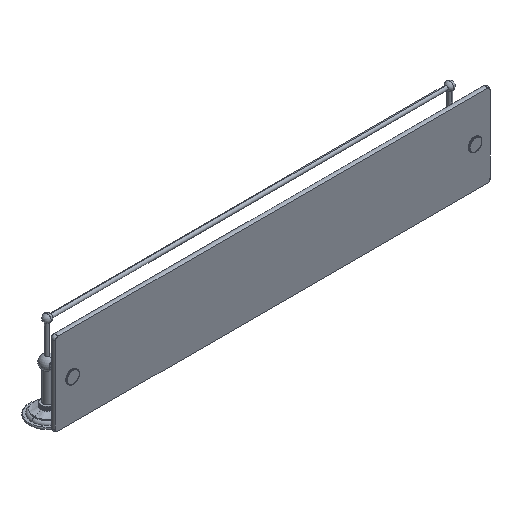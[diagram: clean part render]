
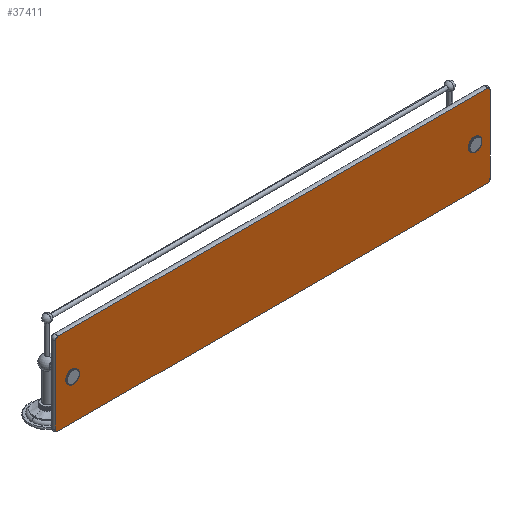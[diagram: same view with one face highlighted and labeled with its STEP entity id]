
A CAD part, isometric view. The second image highlights one B-rep face of the part: STEP entity #37411.
In plain terms, the highlighted planar face has unit normal (0, -1, 0).
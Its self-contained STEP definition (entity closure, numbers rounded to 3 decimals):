
#11968=CARTESIAN_POINT('',(12.813,-1.45,0.443));
#11969=DIRECTION('',(0.,1.,0.));
#11970=DIRECTION('',(1.,0.,0.));
#11971=AXIS2_PLACEMENT_3D('',#11968,#11969,#11970);
#11973=DIRECTION('',(-1.,0.,0.));
#11974=VECTOR('',#11973,25.626);
#11975=CARTESIAN_POINT('',(12.813,-1.45,0.304));
#11976=LINE('',#11975,#11974);
#11977=CARTESIAN_POINT('',(-12.813,-1.45,0.443));
#11978=DIRECTION('',(0.,1.,0.));
#11979=DIRECTION('',(0.,0.,-1.));
#11980=AXIS2_PLACEMENT_3D('',#11977,#11978,#11979);
#11982=DIRECTION('',(0.,0.,1.));
#11983=VECTOR('',#11982,4.626);
#11984=CARTESIAN_POINT('',(-12.952,-1.45,0.443));
#11985=LINE('',#11984,#11983);
#11986=CARTESIAN_POINT('',(-12.813,-1.45,5.069));
#11987=DIRECTION('',(0.,1.,0.));
#11988=DIRECTION('',(-1.,0.,0.));
#11989=AXIS2_PLACEMENT_3D('',#11986,#11987,#11988);
#11991=DIRECTION('',(1.,0.,0.));
#11992=VECTOR('',#11991,25.626);
#11993=CARTESIAN_POINT('',(-12.813,-1.45,5.208));
#11994=LINE('',#11993,#11992);
#11995=CARTESIAN_POINT('',(12.813,-1.45,5.069));
#11996=DIRECTION('',(0.,1.,0.));
#11997=DIRECTION('',(0.,0.,1.));
#11998=AXIS2_PLACEMENT_3D('',#11995,#11996,#11997);
#12000=DIRECTION('',(0.,0.,-1.));
#12001=VECTOR('',#12000,4.626);
#12002=CARTESIAN_POINT('',(12.952,-1.45,5.069));
#12003=LINE('',#12002,#12001);
#12044=CARTESIAN_POINT('',(12.,-1.45,2.756));
#12045=DIRECTION('',(0.,1.,0.));
#12046=DIRECTION('',(1.,0.,0.));
#12047=AXIS2_PLACEMENT_3D('',#12044,#12045,#12046);
#12053=CARTESIAN_POINT('',(12.,-1.45,2.756));
#12054=DIRECTION('',(0.,1.,0.));
#12055=DIRECTION('',(-1.,0.,0.));
#12056=AXIS2_PLACEMENT_3D('',#12053,#12054,#12055);
#15708=CARTESIAN_POINT('',(-12.,-1.45,2.756));
#15709=DIRECTION('',(0.,1.,0.));
#15710=DIRECTION('',(1.,0.,0.));
#15711=AXIS2_PLACEMENT_3D('',#15708,#15709,#15710);
#15717=CARTESIAN_POINT('',(-12.,-1.45,2.756));
#15718=DIRECTION('',(0.,1.,0.));
#15719=DIRECTION('',(-1.,0.,0.));
#15720=AXIS2_PLACEMENT_3D('',#15717,#15718,#15719);
#24194=CARTESIAN_POINT('',(12.952,-1.45,0.443));
#24195=CARTESIAN_POINT('',(12.813,-1.45,0.304));
#24196=VERTEX_POINT('',#24194);
#24197=VERTEX_POINT('',#24195);
#24198=CARTESIAN_POINT('',(-12.813,-1.45,0.304));
#24199=VERTEX_POINT('',#24198);
#24200=CARTESIAN_POINT('',(-12.952,-1.45,0.443));
#24201=VERTEX_POINT('',#24200);
#24202=CARTESIAN_POINT('',(-12.952,-1.45,5.069));
#24203=VERTEX_POINT('',#24202);
#24204=CARTESIAN_POINT('',(-12.813,-1.45,5.208));
#24205=VERTEX_POINT('',#24204);
#24206=CARTESIAN_POINT('',(12.813,-1.45,5.208));
#24207=VERTEX_POINT('',#24206);
#24208=CARTESIAN_POINT('',(12.952,-1.45,5.069));
#24209=VERTEX_POINT('',#24208);
#25866=CARTESIAN_POINT('',(12.118,-1.45,2.756));
#25867=CARTESIAN_POINT('',(11.882,-1.45,2.756));
#25868=VERTEX_POINT('',#25866);
#25869=VERTEX_POINT('',#25867);
#25870=CARTESIAN_POINT('',(-11.882,-1.45,2.756));
#25871=CARTESIAN_POINT('',(-12.118,-1.45,2.756));
#25872=VERTEX_POINT('',#25870);
#25873=VERTEX_POINT('',#25871);
#37377=CARTESIAN_POINT('',(0.,-1.45,2.756));
#37378=DIRECTION('',(0.,1.,0.));
#37379=DIRECTION('',(1.,0.,0.));
#37380=AXIS2_PLACEMENT_3D('',#37377,#37378,#37379);
#37381=PLANE('',#37380);
#37382=ORIENTED_EDGE('',*,*,#37367,.T.);
#37384=ORIENTED_EDGE('',*,*,#37383,.T.);
#37386=ORIENTED_EDGE('',*,*,#37385,.T.);
#37388=ORIENTED_EDGE('',*,*,#37387,.T.);
#37390=ORIENTED_EDGE('',*,*,#37389,.T.);
#37392=ORIENTED_EDGE('',*,*,#37391,.T.);
#37394=ORIENTED_EDGE('',*,*,#37393,.T.);
#37396=ORIENTED_EDGE('',*,*,#37395,.T.);
#37397=EDGE_LOOP('',(#37382,#37384,#37386,#37388,#37390,#37392,#37394,#37396));
#37398=FACE_OUTER_BOUND('',#37397,.F.);
#37400=ORIENTED_EDGE('',*,*,#37399,.F.);
#37402=ORIENTED_EDGE('',*,*,#37401,.F.);
#37403=EDGE_LOOP('',(#37400,#37402));
#37404=FACE_BOUND('',#37403,.F.);
#37406=ORIENTED_EDGE('',*,*,#37405,.F.);
#37408=ORIENTED_EDGE('',*,*,#37407,.F.);
#37409=EDGE_LOOP('',(#37406,#37408));
#37410=FACE_BOUND('',#37409,.F.);
#37411=ADVANCED_FACE('',(#37398,#37404,#37410),#37381,.F.);
#11972=CIRCLE('',#11971,0.139);
#11981=CIRCLE('',#11980,0.139);
#11990=CIRCLE('',#11989,0.139);
#11999=CIRCLE('',#11998,0.139);
#12048=CIRCLE('',#12047,0.118);
#12057=CIRCLE('',#12056,0.118);
#15712=CIRCLE('',#15711,0.118);
#15721=CIRCLE('',#15720,0.118);
#37367=EDGE_CURVE('',#24196,#24197,#11972,.T.);
#37383=EDGE_CURVE('',#24197,#24199,#11976,.T.);
#37385=EDGE_CURVE('',#24199,#24201,#11981,.T.);
#37387=EDGE_CURVE('',#24201,#24203,#11985,.T.);
#37389=EDGE_CURVE('',#24203,#24205,#11990,.T.);
#37391=EDGE_CURVE('',#24205,#24207,#11994,.T.);
#37393=EDGE_CURVE('',#24207,#24209,#11999,.T.);
#37395=EDGE_CURVE('',#24209,#24196,#12003,.T.);
#37399=EDGE_CURVE('',#25868,#25869,#12048,.T.);
#37401=EDGE_CURVE('',#25869,#25868,#12057,.T.);
#37405=EDGE_CURVE('',#25872,#25873,#15712,.T.);
#37407=EDGE_CURVE('',#25873,#25872,#15721,.T.);
